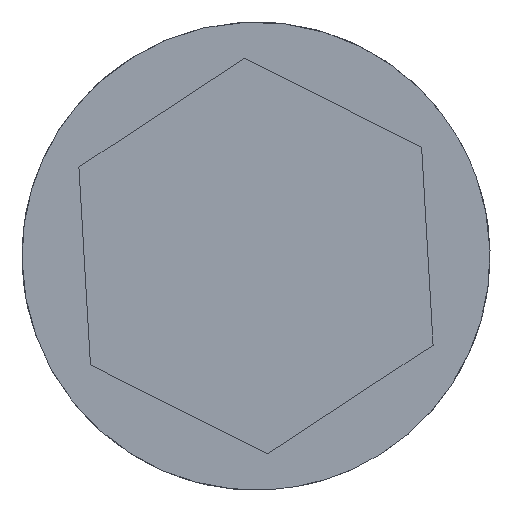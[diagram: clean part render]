
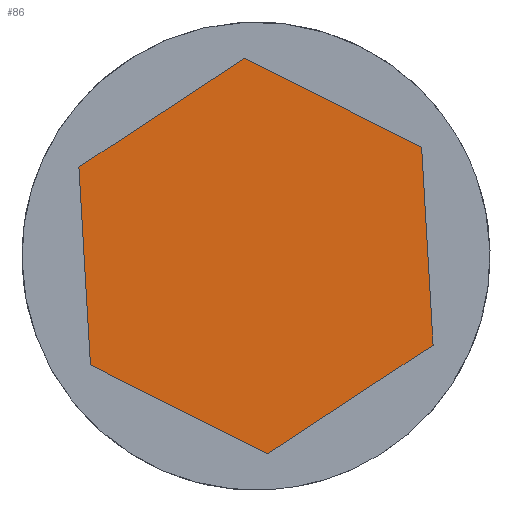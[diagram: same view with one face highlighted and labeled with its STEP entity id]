
A CAD part, left-side view. The second image highlights one B-rep face of the part: STEP entity #86.
In plain terms, the highlighted planar face has unit normal (-1, 0, 0).
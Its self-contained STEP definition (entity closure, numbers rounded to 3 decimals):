
#37=CARTESIAN_POINT('POINT4',(-362.,
   22.325,2.149));
#38=VERTEX_POINT('VERTEX4',#37);
#39=CARTESIAN_POINT('POINT5',(-362.,
   27.632,-1.34));
#40=VERTEX_POINT('VERTEX5',#39);
#41=B_SPLINE_CURVE_WITH_KNOTS('SPLINE_CRV4',1,(#42,#43),.UNSPECIFIED.,
   .F.,.F.,(2,2),(0.,1.),.UNSPECIFIED.);
#42=CARTESIAN_POINT('',(-362.,22.325,
   2.149));
#43=CARTESIAN_POINT('',(-362.,27.632,
   -1.34));
#44=EDGE_CURVE('EDGE4',#38,#40,#41,.T.);
#45=ORIENTED_EDGE('COEDGE4',*,*,#44,.F.);
#46=CARTESIAN_POINT('POINT6',(-362.,
   22.693,8.489));
#47=VERTEX_POINT('VERTEX6',#46);
#48=B_SPLINE_CURVE_WITH_KNOTS('SPLINE_CRV5',1,(#49,#50),.UNSPECIFIED.,
   .F.,.F.,(2,2),(0.,1.),.UNSPECIFIED.);
#49=CARTESIAN_POINT('',(-362.,22.325,
   2.149));
#50=CARTESIAN_POINT('',(-362.,22.693,
   8.489));
#51=EDGE_CURVE('EDGE5',#38,#47,#48,.T.);
#52=ORIENTED_EDGE('COEDGE5',*,*,#51,.T.);
#53=CARTESIAN_POINT('POINT7',(-362.,
   28.368,11.34));
#54=VERTEX_POINT('VERTEX7',#53);
#55=B_SPLINE_CURVE_WITH_KNOTS('SPLINE_CRV6',1,(#56,#57),.UNSPECIFIED.,
   .F.,.F.,(2,2),(0.,1.),.UNSPECIFIED.);
#56=CARTESIAN_POINT('',(-362.,22.693,
   8.489));
#57=CARTESIAN_POINT('',(-362.,28.368,
   11.34));
#58=EDGE_CURVE('EDGE6',#47,#54,#55,.T.);
#59=ORIENTED_EDGE('COEDGE6',*,*,#58,.T.);
#60=CARTESIAN_POINT('POINT8',(-362.,
   33.675,7.851));
#61=VERTEX_POINT('VERTEX8',#60);
#62=B_SPLINE_CURVE_WITH_KNOTS('SPLINE_CRV7',1,(#63,#64),.UNSPECIFIED.,
   .F.,.F.,(2,2),(0.,1.),.UNSPECIFIED.);
#63=CARTESIAN_POINT('',(-362.,28.368,
   11.34));
#64=CARTESIAN_POINT('',(-362.,33.675,
   7.851));
#65=EDGE_CURVE('EDGE7',#54,#61,#62,.T.);
#66=ORIENTED_EDGE('COEDGE7',*,*,#65,.T.);
#67=CARTESIAN_POINT('POINT9',(-362.,
   33.307,1.511));
#68=VERTEX_POINT('VERTEX9',#67);
#69=B_SPLINE_CURVE_WITH_KNOTS('SPLINE_CRV8',1,(#70,#71),.UNSPECIFIED.,
   .F.,.F.,(2,2),(0.,1.),.UNSPECIFIED.);
#70=CARTESIAN_POINT('',(-362.,33.675,
   7.851));
#71=CARTESIAN_POINT('',(-362.,33.307,
   1.511));
#72=EDGE_CURVE('EDGE8',#61,#68,#69,.T.);
#73=ORIENTED_EDGE('COEDGE8',*,*,#72,.T.);
#74=B_SPLINE_CURVE_WITH_KNOTS('SPLINE_CRV9',1,(#75,#76),.UNSPECIFIED.,
   .F.,.F.,(2,2),(0.,1.),.UNSPECIFIED.);
#75=CARTESIAN_POINT('',(-362.,33.307,
   1.511));
#76=CARTESIAN_POINT('',(-362.,27.632,
   -1.34));
#77=EDGE_CURVE('EDGE9',#68,#40,#74,.T.);
#78=ORIENTED_EDGE('COEDGE9',*,*,#77,.T.);
#79=EDGE_LOOP('NONE',(#45,#52,#59,#66,#73,#78));
#80=FACE_BOUND('LOOP1',#79,.T.);
#81=CARTESIAN_POINT('POS2',(-362.,28.
   ,5.));
#82=DIRECTION('DIR3',(-1.,0.,
   0.));
#83=DIRECTION('DIR4',(0.,1.,
   0.));
#84=AXIS2_PLACEMENT_3D('AXIS2',#81,#82,#83);
#85=PLANE('PLANE2',#84);
#86=ADVANCED_FACE('FACE2',(#80),#85,.T.);
